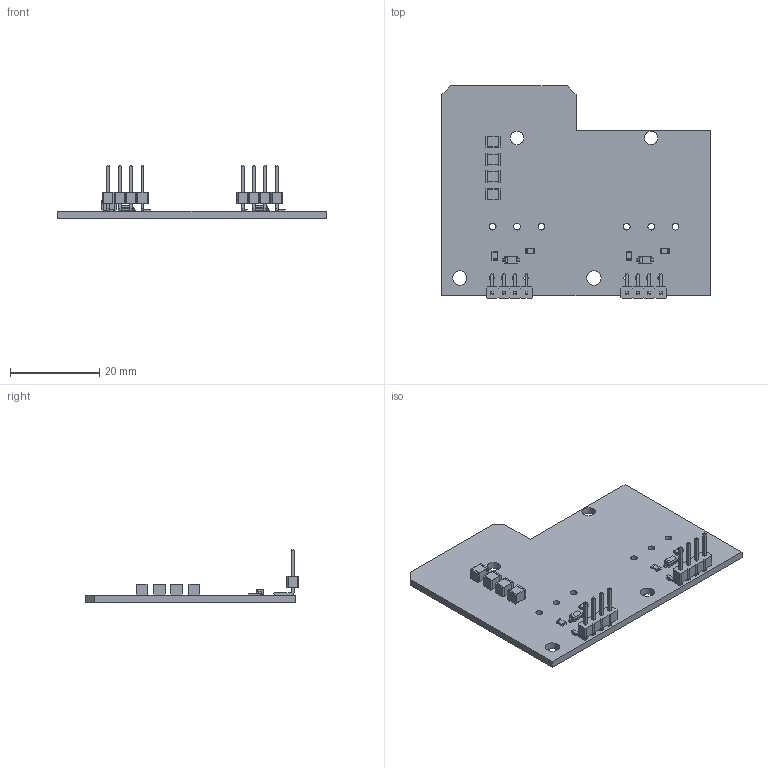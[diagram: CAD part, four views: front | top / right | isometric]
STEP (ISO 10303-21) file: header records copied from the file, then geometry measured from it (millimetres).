
FILE_DESCRIPTION(('KiCad electronic assembly'),'2;1');
FILE_NAME('MOSFET_Module_2_Layers.step','2023-01-02T22:59:16',('Pcbnew') ,('Kicad'),'Open CASCADE STEP processor 7.6','KiCad to STEP converter' ,'Unknown');
FILE_SCHEMA(('AUTOMOTIVE_DESIGN { 1 0 10303 214 1 1 1 1 }'));
Length unit declared in the file: millimetre
Products named in the file (10): MOSFET_Module_2_Layers 1; C_1210_3225Metric; SOLID; D_SOD-123; R_0805_2012Metric; PinHeader_1x04_P2.54mm_Horizontal; MOSFET_Module_2_Layers PCB
Assembly tree (17 placements, depth 3):
  MOSFET_Module_2_Layers 1
    C_1210_3225Metric  x4
      SOLID
    D_SOD-123  x2
      SOLID
    R_0805_2012Metric  x4
      SOLID
    PinHeader_1x04_P2.54mm_Horizontal  x2
      SOLID
    MOSFET_Module_2_Layers PCB
Bounding box: 60 x 47.54 x 11.89 mm (x, y, z)
Volume: 4206.4 mm3; surface area: 6140.1 mm2
Topology: 13 solids, 13 shells, 602 faces, 1498 edges, 948 vertices
Faces by surface type: plane 428, cylinder 122, bspline 52
Full cylindrical faces by diameter (mm): 1 x8, 1.5 x6, 3 x2, 3.2 x2
Entity records: 18131 total; most frequent: CARTESIAN_POINT 3219, DIRECTION 2406, LINE 1664, VECTOR 1664, ORIENTED_EDGE 1296, PCURVE 1296, DEFINITIONAL_REPRESENTATION 1296, EDGE_CURVE 648
